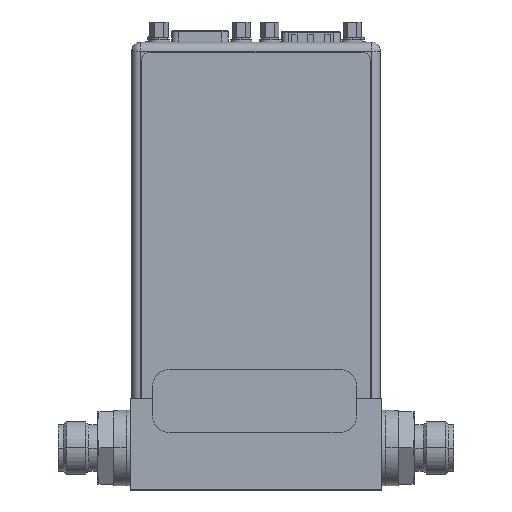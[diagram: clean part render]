
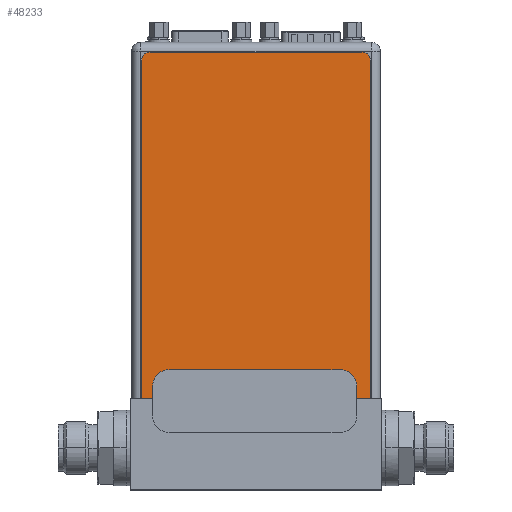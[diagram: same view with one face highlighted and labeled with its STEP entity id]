
A CAD part, top view. The second image highlights one B-rep face of the part: STEP entity #48233.
In plain terms, the highlighted planar face has unit normal (0, 0, 1).
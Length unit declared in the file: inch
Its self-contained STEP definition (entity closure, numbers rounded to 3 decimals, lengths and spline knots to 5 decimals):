
#48054=DIRECTION('',(0.,1.,0.));
#48055=VECTOR('',#48054,4.04);
#48056=CARTESIAN_POINT('',(2.73,0.,0.004));
#48057=LINE('',#48056,#48055);
#48062=DIRECTION('',(1.,0.,0.));
#48063=VECTOR('',#48062,2.73);
#48064=CARTESIAN_POINT('',(0.,0.,0.004));
#48065=LINE('',#48064,#48063);
#48066=DIRECTION('',(0.,-1.,0.));
#48067=VECTOR('',#48066,4.04);
#48068=CARTESIAN_POINT('',(0.,4.04,0.004));
#48069=LINE('',#48068,#48067);
#48078=DIRECTION('',(-1.,0.,0.));
#48079=VECTOR('',#48078,2.53);
#48080=CARTESIAN_POINT('',(2.63,4.14,0.004));
#48081=LINE('',#48080,#48079);
#48082=CARTESIAN_POINT('',(2.63,4.04,0.004));
#48083=DIRECTION('',(0.,0.,-1.));
#48084=DIRECTION('',(0.,1.,0.));
#48085=AXIS2_PLACEMENT_3D('',#48082,#48083,#48084);
#48087=CARTESIAN_POINT('',(0.1,4.04,0.004));
#48088=DIRECTION('',(0.,0.,-1.));
#48089=DIRECTION('',(-1.,0.,0.));
#48090=AXIS2_PLACEMENT_3D('',#48087,#48088,#48089);
#48104=CARTESIAN_POINT('',(2.73,4.04,0.004));
#48105=VERTEX_POINT('',#48104);
#48106=CARTESIAN_POINT('',(2.63,4.14,0.004));
#48107=VERTEX_POINT('',#48106);
#48108=CARTESIAN_POINT('',(2.73,0.,0.004));
#48109=VERTEX_POINT('',#48108);
#48110=CARTESIAN_POINT('',(0.,0.,0.004));
#48111=VERTEX_POINT('',#48110);
#48112=CARTESIAN_POINT('',(0.,4.04,0.004));
#48113=VERTEX_POINT('',#48112);
#48114=CARTESIAN_POINT('',(0.1,4.14,0.004));
#48115=VERTEX_POINT('',#48114);
#48220=CARTESIAN_POINT('',(0.,0.,0.004));
#48221=DIRECTION('',(0.,0.,1.));
#48222=DIRECTION('',(1.,0.,0.));
#48223=AXIS2_PLACEMENT_3D('',#48220,#48221,#48222);
#48224=PLANE('',#48223);
#48225=ORIENTED_EDGE('',*,*,#48144,.T.);
#48226=ORIENTED_EDGE('',*,*,#48160,.F.);
#48227=ORIENTED_EDGE('',*,*,#48173,.F.);
#48228=ORIENTED_EDGE('',*,*,#48186,.F.);
#48229=ORIENTED_EDGE('',*,*,#48201,.T.);
#48230=ORIENTED_EDGE('',*,*,#48213,.F.);
#48231=EDGE_LOOP('',(#48225,#48226,#48227,#48228,#48229,#48230));
#48232=FACE_OUTER_BOUND('',#48231,.F.);
#48233=ADVANCED_FACE('',(#48232),#48224,.T.);
#48086=CIRCLE('',#48085,0.1);
#48091=CIRCLE('',#48090,0.1);
#48144=EDGE_CURVE('',#48107,#48105,#48086,.T.);
#48160=EDGE_CURVE('',#48109,#48105,#48057,.T.);
#48173=EDGE_CURVE('',#48111,#48109,#48065,.T.);
#48186=EDGE_CURVE('',#48113,#48111,#48069,.T.);
#48201=EDGE_CURVE('',#48113,#48115,#48091,.T.);
#48213=EDGE_CURVE('',#48107,#48115,#48081,.T.);
